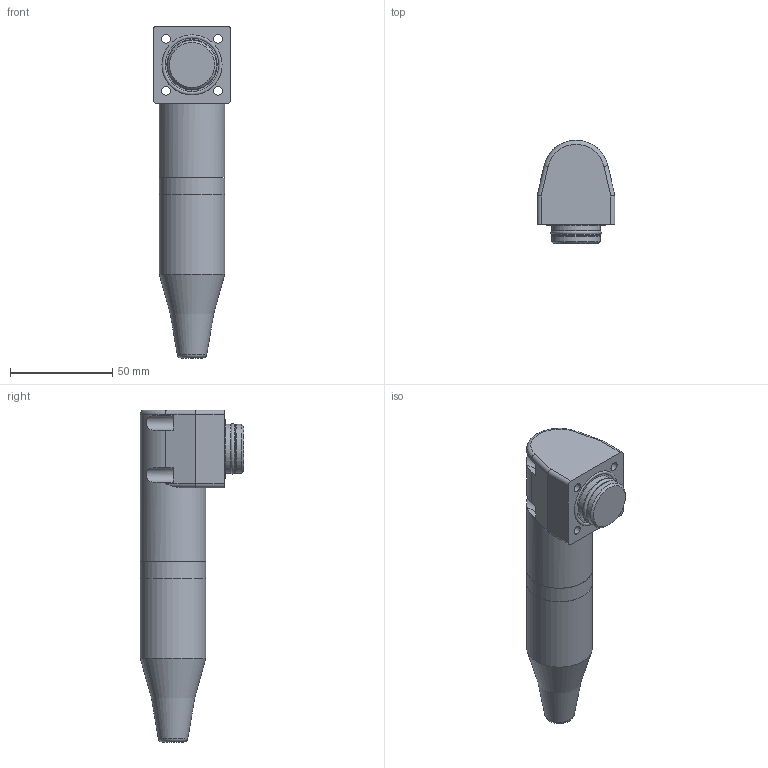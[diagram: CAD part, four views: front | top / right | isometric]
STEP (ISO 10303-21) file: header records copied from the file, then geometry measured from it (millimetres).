
FILE_DESCRIPTION(/* description */ (''),/* implementation_level */ '2;1');
FILE_NAME(/* name */ 'FCR-A-RA Dual Way Blocked Penetrator.stp',/* time_stamp */ '2015-12-09T13:18:32+01:00',/* author */ ('sh'),/* organization */ (''),/* preprocessor_version */ 'ST-DEVELOPER v15.2',/* originating_system */ 'Autodesk Inventor 2014',/* authorisation */ '');
FILE_SCHEMA (('AUTOMOTIVE_DESIGN { 1 0 10303 214 3 1 1 }'));
Length unit declared in the file: millimetre
Products named in the file (1): FCR-A-RA Dual Way Blocked Penetrator
Bounding box: 38 x 50.5 x 162.2 mm (x, y, z)
Volume: 134151.2 mm3; surface area: 22738.5 mm2
Topology: 1 solids, 2 shells, 64 faces, 150 edges, 97 vertices
Faces by surface type: plane 29, cylinder 24, torus 10, cone 1
Full cylindrical faces by diameter (mm): 4.2 x4, 20 x1, 21.6 x1, 24 x3, 32 x3
Entity records: 1865 total; most frequent: CARTESIAN_POINT 372, DIRECTION 304, ORIENTED_EDGE 244, AXIS2_PLACEMENT_3D 124, EDGE_CURVE 121, EDGE_LOOP 103, VERTEX_POINT 90, ADVANCED_FACE 64
